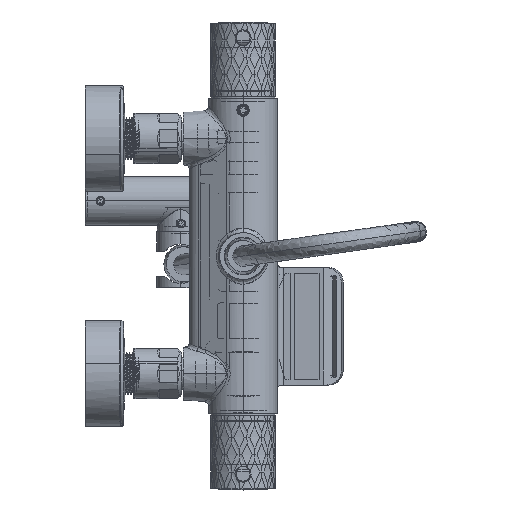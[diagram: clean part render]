
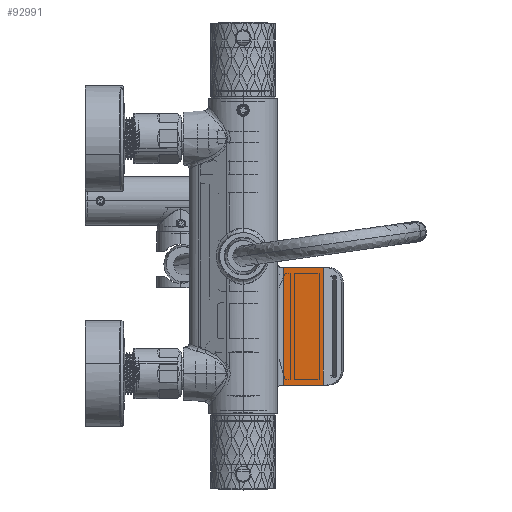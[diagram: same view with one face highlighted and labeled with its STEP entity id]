
A CAD part, front view. The second image highlights one B-rep face of the part: STEP entity #92991.
In plain terms, the highlighted cylindrical face has radius 284.75 mm (diameter 569.5 mm), a partial arc.
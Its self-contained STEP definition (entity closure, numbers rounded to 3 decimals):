
#4240 = VERTEX_POINT ( 'NONE', #86089 ) ;
#4484 = CARTESIAN_POINT ( 'NONE',  ( 25.474, 5.938, -81.75 ) ) ;
#5523 = CARTESIAN_POINT ( 'NONE',  ( 20.268, -278.764, -7.25 ) ) ;
#8098 = EDGE_CURVE ( 'NONE', #49068, #102233, #35056, .T. ) ;
#15709 = CARTESIAN_POINT ( 'NONE',  ( 25.474, 5.938, -7.25 ) ) ;
#17902 = CARTESIAN_POINT ( 'NONE',  ( 50.945, 4.328, -93.1 ) ) ;
#20981 = CARTESIAN_POINT ( 'NONE',  ( 50.945, 4.328, -7.25 ) ) ;
#22681 = FACE_OUTER_BOUND ( 'NONE', #26990, .T. ) ;
#24658 = ORIENTED_EDGE ( 'NONE', *, *, #8098, .T. ) ;
#25751 = EDGE_CURVE ( 'NONE', #49068, #63547, #60560, .T. ) ;
#26990 = EDGE_LOOP ( 'NONE', ( #24658, #119813, #59353, #48311 ) ) ;
#30640 = AXIS2_PLACEMENT_3D ( 'NONE', #63065, #117754, #52424 ) ;
#35056 = LINE ( 'NONE', #111058, #55185 ) ;
#39270 = DIRECTION ( 'NONE',  ( 0., 0., -1. ) ) ;
#39980 = LINE ( 'NONE', #17902, #83191 ) ;
#42630 = CYLINDRICAL_SURFACE ( 'NONE', #95834, 284.75 ) ;
#48311 = ORIENTED_EDGE ( 'NONE', *, *, #25751, .F. ) ;
#49068 = VERTEX_POINT ( 'NONE', #15709 ) ;
#52424 = DIRECTION ( 'NONE',  ( 0., 1., 0. ) ) ;
#52919 = DIRECTION ( 'NONE',  ( 0., 0., -1. ) ) ;
#55185 = VECTOR ( 'NONE', #57103, 1000. ) ;
#57103 = DIRECTION ( 'NONE',  ( 0., 0., -1. ) ) ;
#59353 = ORIENTED_EDGE ( 'NONE', *, *, #138728, .F. ) ;
#60560 = CIRCLE ( 'NONE', #139893, 284.75 ) ;
#63065 = CARTESIAN_POINT ( 'NONE',  ( 20.268, -278.764, -81.75 ) ) ;
#63547 = VERTEX_POINT ( 'NONE', #20981 ) ;
#74185 = DIRECTION ( 'NONE',  ( 0., 1., 0. ) ) ;
#75251 = DIRECTION ( 'NONE',  ( 0., 1., 0. ) ) ;
#75979 = CIRCLE ( 'NONE', #30640, 284.75 ) ;
#83191 = VECTOR ( 'NONE', #39270, 1000. ) ;
#85938 = DIRECTION ( 'NONE',  ( 0., 0., 1. ) ) ;
#86089 = CARTESIAN_POINT ( 'NONE',  ( 50.945, 4.328, -81.75 ) ) ;
#92991 = ADVANCED_FACE ( 'NONE', ( #22681 ), #42630, .F. ) ;
#95834 = AXIS2_PLACEMENT_3D ( 'NONE', #98005, #85938, #75251 ) ;
#98005 = CARTESIAN_POINT ( 'NONE',  ( 20.268, -278.764, -93.1 ) ) ;
#102233 = VERTEX_POINT ( 'NONE', #4484 ) ;
#111058 = CARTESIAN_POINT ( 'NONE',  ( 25.474, 5.938, -360.72 ) ) ;
#117754 = DIRECTION ( 'NONE',  ( 0., 0., 1. ) ) ;
#119813 = ORIENTED_EDGE ( 'NONE', *, *, #134976, .F. ) ;
#134976 = EDGE_CURVE ( 'NONE', #4240, #102233, #75979, .T. ) ;
#138728 = EDGE_CURVE ( 'NONE', #63547, #4240, #39980, .T. ) ;
#139893 = AXIS2_PLACEMENT_3D ( 'NONE', #5523, #52919, #74185 ) ;
